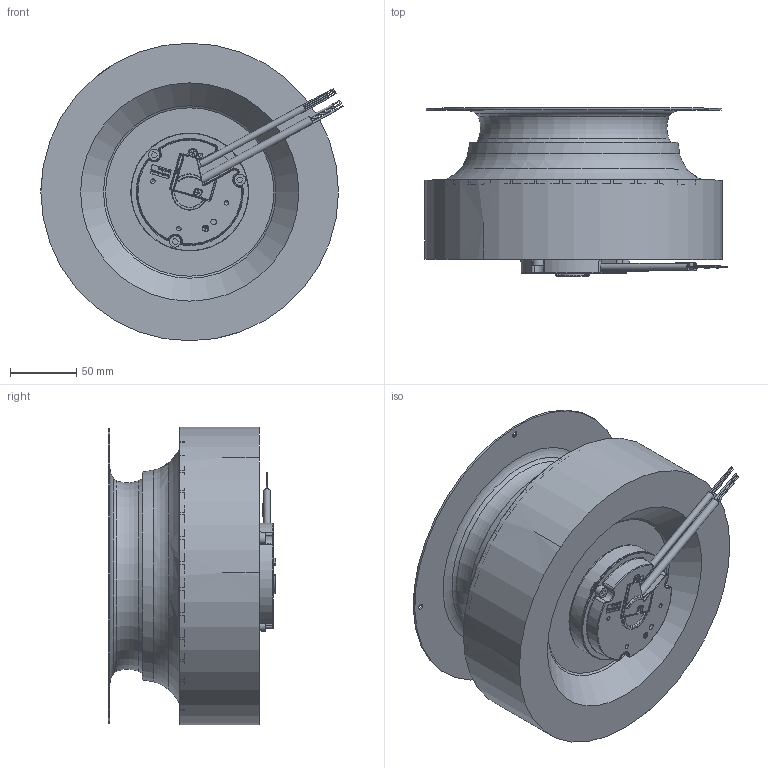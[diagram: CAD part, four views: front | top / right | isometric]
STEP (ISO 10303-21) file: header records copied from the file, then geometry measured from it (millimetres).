
FILE_DESCRIPTION (( 'STEP AP214' ), '1' );
FILE_NAME ('GTB023FUA10R-V E1 (FOR 客戶).STEP', '2022-11-03T09:41:03', ( '' ), ( '' ), 'SwSTEP 2.0', 'SolidWorks 2020', '' );
FILE_SCHEMA (( 'AUTOMOTIVE_DESIGN' ));
Length unit declared in the file: millimetre
Products named in the file (28): M5 內六角_10; wave_spring_內徑19; 85W_GTB023_IMPELLER_給客戶; ｹﾔﾀ5.3; OD55 定子全包 (塑膠PILLOW)(開模)_85W; O-ring_5-2; NOZZLE; ｹﾔﾀ6.3; M3-screw_5L; 一體銅柱; OD55 cable_85W; 連接套_0.4mm; CABLE COVER 瑞振-1; magnetic rubber_27.5; 225+85W_Rotor射包_給客戶; OD55 Si-steel_all-(insert)-85W_85W一次射包; OD55 Si-steel_all-(insert)-85W_85W二次射包部分-; OD55 bottom cover_給客戶標準品; OD55 塑膠Pillow定子組_85W; O-ring_5.6-2; Pin¬[-1; 608ZZ_bearing; OD55 ring cover NNN; OD55 Case_85W 軸心直角鐵殼; GTB023FUA10R-V E1 (FOR 客戶); OD55 85W CAPｲﾕ_ｵｹｫﾈ､眈ﾐｷﾇｫ~
Assembly tree (24 placements, depth 4):
  wave_spring_內徑19
  magnetic rubber_27.5
  OD55 Si-steel_all-(insert)-85W_85W一次射包
  Pin¬[-1
  608ZZ_bearing
Bounding box: 228.45 x 127 x 225 mm (x, y, z)
Volume: 1954685.7 mm3; surface area: 301929 mm2
Topology: 26 solids, 33 shells, 1598 faces, 3944 edges, 2490 vertices
Faces by surface type: plane 598, cylinder 409, bspline 312, torus 185, cone 77, sphere 17
Full cylindrical faces by diameter (mm): 0.5 x4, 0.9 x7, 1.5 x2, 2.5 x3, 3 x3, 3.3 x6, 4.2 x1, 4.5 x4, 5 x8, 5.3 x4, 6 x16, 6.3 x3, 7.2 x1, 7.3 x3, 8 x2, 8.2 x1, 8.3 x1, 8.5 x3, 9 x1, 9.8 x1, 70 x3, 72 x2, 72.007 x2, 86.2 x1, 89 x1, 151.13 x1, 165 x1, 213 x1, 223 x1, 225 x1
Entity records: 68331 total; most frequent: CARTESIAN_POINT 31835, ORIENTED_EDGE 7222, DIRECTION 6478, EDGE_CURVE 3611, AXIS2_PLACEMENT_3D 2458, VERTEX_POINT 2367, EDGE_LOOP 1888, FACE_OUTER_BOUND 1678
